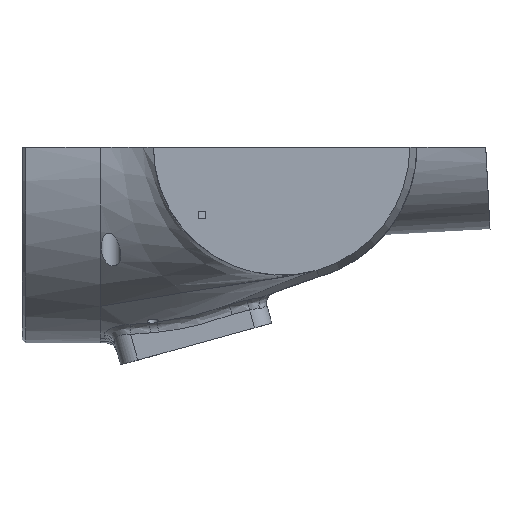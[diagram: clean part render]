
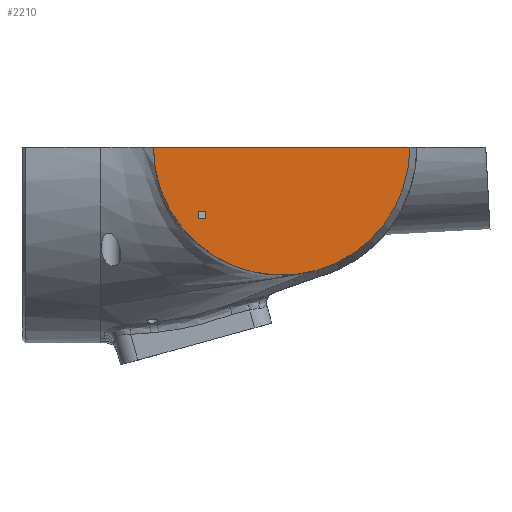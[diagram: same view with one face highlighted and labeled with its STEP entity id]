
A CAD part, front view. The second image highlights one B-rep face of the part: STEP entity #2210.
In plain terms, the highlighted planar face has unit normal (0, -1, 0).
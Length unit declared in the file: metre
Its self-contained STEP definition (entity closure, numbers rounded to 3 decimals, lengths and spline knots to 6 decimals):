
#50=CIRCLE('',#2320,0.036);
#52=CIRCLE('',#2323,0.036);
#154=PLANE('',#2371);
#279=LINE('',#4354,#438);
#280=LINE('',#4357,#439);
#281=LINE('',#4359,#440);
#282=LINE('',#4361,#441);
#283=LINE('',#4362,#442);
#438=VECTOR('',#2685,1.);
#439=VECTOR('',#2686,1.);
#440=VECTOR('',#2687,1.);
#441=VECTOR('',#2688,1.);
#442=VECTOR('',#2689,1.);
#781=ORIENTED_EDGE('',*,*,#1387,.T.);
#782=ORIENTED_EDGE('',*,*,#1388,.T.);
#783=ORIENTED_EDGE('',*,*,#1389,.T.);
#784=ORIENTED_EDGE('',*,*,#1390,.T.);
#785=ORIENTED_EDGE('',*,*,#1280,.T.);
#786=ORIENTED_EDGE('',*,*,#1391,.T.);
#787=ORIENTED_EDGE('',*,*,#1284,.T.);
#1280=EDGE_CURVE('',#1599,#1597,#50,.T.);
#1284=EDGE_CURVE('',#1601,#1599,#52,.F.);
#1387=EDGE_CURVE('',#1677,#1678,#279,.T.);
#1388=EDGE_CURVE('',#1678,#1679,#280,.T.);
#1389=EDGE_CURVE('',#1679,#1680,#281,.T.);
#1390=EDGE_CURVE('',#1680,#1677,#282,.T.);
#1391=EDGE_CURVE('',#1597,#1601,#283,.T.);
#1597=VERTEX_POINT('',#3889);
#1599=VERTEX_POINT('',#3892);
#1601=VERTEX_POINT('',#3909);
#1677=VERTEX_POINT('',#4355);
#1678=VERTEX_POINT('',#4356);
#1679=VERTEX_POINT('',#4358);
#1680=VERTEX_POINT('',#4360);
#1904=EDGE_LOOP('',(#781,#782,#783,#784));
#1905=EDGE_LOOP('',(#785,#786,#787));
#2056=FACE_BOUND('',#1904,.T.);
#2057=FACE_BOUND('',#1905,.T.);
#2210=ADVANCED_FACE('',(#2056,#2057),#154,.F.);
#2320=AXIS2_PLACEMENT_3D('',#3891,#2520,#2521);
#2323=AXIS2_PLACEMENT_3D('',#3908,#2527,#2528);
#2371=AXIS2_PLACEMENT_3D('',#4353,#2683,#2684);
#2520=DIRECTION('',(0.,-1.,0.));
#2521=DIRECTION('',(0.,0.,-1.));
#2527=DIRECTION('',(0.,1.,0.));
#2528=DIRECTION('',(0.,0.,1.));
#2683=DIRECTION('',(0.,1.,0.));
#2684=DIRECTION('',(0.,0.,1.));
#2685=DIRECTION('',(1.,0.,0.));
#2686=DIRECTION('',(0.,0.,-1.));
#2687=DIRECTION('',(-1.,0.,0.));
#2688=DIRECTION('',(0.,0.,1.));
#2689=DIRECTION('',(-1.,0.,0.));
#3889=CARTESIAN_POINT('',(0.086878,-0.079,-0.00005));
#3891=CARTESIAN_POINT('',(0.050878,-0.079,0.));
#3892=CARTESIAN_POINT('',(0.060801,-0.079,-0.034605));
#3908=CARTESIAN_POINT('',(0.050878,-0.079,0.));
#3909=CARTESIAN_POINT('',(0.014878,-0.079,-0.00005));
#4353=CARTESIAN_POINT('',(0.014878,-0.079,0.));
#4354=CARTESIAN_POINT('',(0.014878,-0.079,-0.018146));
#4355=CARTESIAN_POINT('',(0.027628,-0.079,-0.018146));
#4356=CARTESIAN_POINT('',(0.029628,-0.079,-0.018146));
#4357=CARTESIAN_POINT('',(0.029628,-0.079,0.));
#4358=CARTESIAN_POINT('',(0.029628,-0.079,-0.020146));
#4359=CARTESIAN_POINT('',(0.014878,-0.079,-0.020146));
#4360=CARTESIAN_POINT('',(0.027628,-0.079,-0.020146));
#4361=CARTESIAN_POINT('',(0.027628,-0.079,0.));
#4362=CARTESIAN_POINT('',(0.014878,-0.079,-0.00005));
